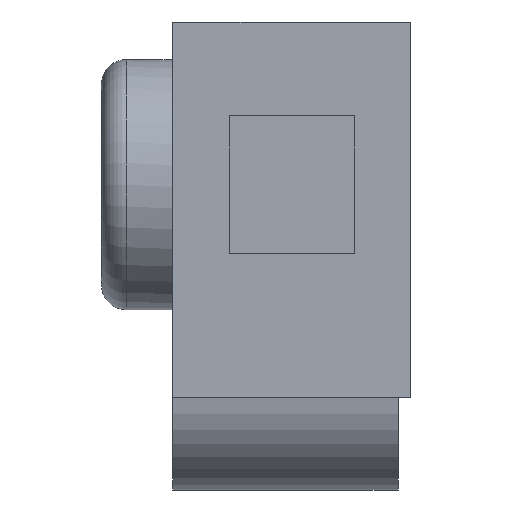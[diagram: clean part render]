
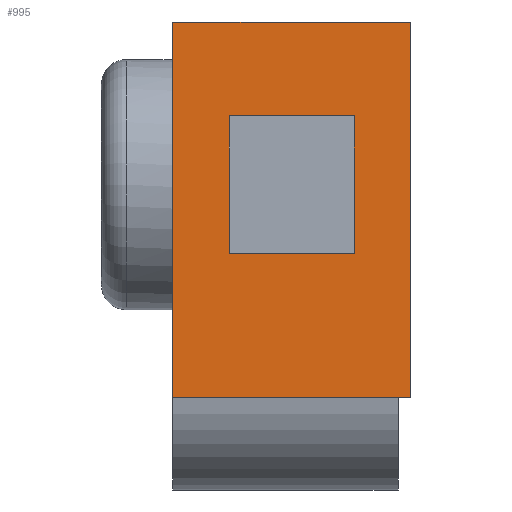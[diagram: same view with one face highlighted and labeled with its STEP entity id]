
A CAD part, left-side view. The second image highlights one B-rep face of the part: STEP entity #995.
In plain terms, the highlighted planar face has unit normal (-1, 0, 0).
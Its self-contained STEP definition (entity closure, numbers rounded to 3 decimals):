
#38=LINE('',#1471,#137);
#44=LINE('',#1492,#143);
#92=LINE('',#1622,#191);
#96=LINE('',#1630,#195);
#99=LINE('',#1636,#198);
#102=LINE('',#1641,#201);
#118=LINE('',#1673,#217);
#121=LINE('',#1680,#220);
#137=VECTOR('',#1161,10.);
#143=VECTOR('',#1181,10.);
#191=VECTOR('',#1307,10.);
#195=VECTOR('',#1313,10.);
#198=VECTOR('',#1318,10.);
#201=VECTOR('',#1323,10.);
#217=VECTOR('',#1357,10.);
#220=VECTOR('',#1368,10.);
#250=FACE_BOUND('',#393,.T.);
#280=PLANE('',#1107);
#332=FACE_OUTER_BOUND('',#392,.T.);
#392=EDGE_LOOP('',(#891,#892,#893,#894));
#393=EDGE_LOOP('',(#895,#896,#897,#898));
#448=VERTEX_POINT('',#1468);
#449=VERTEX_POINT('',#1470);
#457=VERTEX_POINT('',#1491);
#499=VERTEX_POINT('',#1620);
#500=VERTEX_POINT('',#1621);
#503=VERTEX_POINT('',#1629);
#505=VERTEX_POINT('',#1635);
#513=VERTEX_POINT('',#1671);
#541=EDGE_CURVE('',#449,#448,#38,.T.);
#551=EDGE_CURVE('',#449,#457,#44,.T.);
#616=EDGE_CURVE('',#499,#500,#92,.T.);
#620=EDGE_CURVE('',#503,#499,#96,.T.);
#623=EDGE_CURVE('',#505,#503,#99,.T.);
#626=EDGE_CURVE('',#500,#505,#102,.T.);
#642=EDGE_CURVE('',#448,#513,#118,.T.);
#645=EDGE_CURVE('',#457,#513,#121,.T.);
#891=ORIENTED_EDGE('',*,*,#642,.T.);
#892=ORIENTED_EDGE('',*,*,#645,.F.);
#893=ORIENTED_EDGE('',*,*,#551,.F.);
#894=ORIENTED_EDGE('',*,*,#541,.T.);
#895=ORIENTED_EDGE('',*,*,#616,.T.);
#896=ORIENTED_EDGE('',*,*,#626,.T.);
#897=ORIENTED_EDGE('',*,*,#623,.T.);
#898=ORIENTED_EDGE('',*,*,#620,.T.);
#995=ADVANCED_FACE('',(#332,#250),#280,.T.);
#1107=AXIS2_PLACEMENT_3D('',#1679,#1366,#1367);
#1161=DIRECTION('',(0.,-1.,0.));
#1181=DIRECTION('',(0.,0.,1.));
#1307=DIRECTION('',(0.,-1.,0.));
#1313=DIRECTION('',(0.,0.,1.));
#1318=DIRECTION('',(0.,1.,0.));
#1323=DIRECTION('',(0.,0.,-1.));
#1357=DIRECTION('',(0.,0.,1.));
#1366=DIRECTION('center_axis',(-1.,0.,0.));
#1367=DIRECTION('ref_axis',(0.,0.,-1.));
#1368=DIRECTION('',(0.,-1.,0.));
#1468=CARTESIAN_POINT('',(-2.5,-9.,-2.5));
#1470=CARTESIAN_POINT('',(-2.5,0.5,-2.5));
#1471=CARTESIAN_POINT('',(-2.5,0.5,-2.5));
#1491=CARTESIAN_POINT('',(-2.5,0.5,12.5));
#1492=CARTESIAN_POINT('',(-2.5,0.5,-2.5));
#1620=CARTESIAN_POINT('',(-2.5,-1.75,8.75));
#1621=CARTESIAN_POINT('',(-2.5,-6.75,8.75));
#1622=CARTESIAN_POINT('',(-2.5,-0.625,8.75));
#1629=CARTESIAN_POINT('',(-2.5,-1.75,3.25));
#1630=CARTESIAN_POINT('',(-2.5,-1.75,7.875));
#1635=CARTESIAN_POINT('',(-2.5,-6.75,3.25));
#1636=CARTESIAN_POINT('',(-2.5,-3.125,3.25));
#1641=CARTESIAN_POINT('',(-2.5,-6.75,10.625));
#1671=CARTESIAN_POINT('',(-2.5,-9.,12.5));
#1673=CARTESIAN_POINT('',(-2.5,-9.,8.75));
#1679=CARTESIAN_POINT('Origin',(-2.5,0.5,12.5));
#1680=CARTESIAN_POINT('',(-2.5,0.5,12.5));
